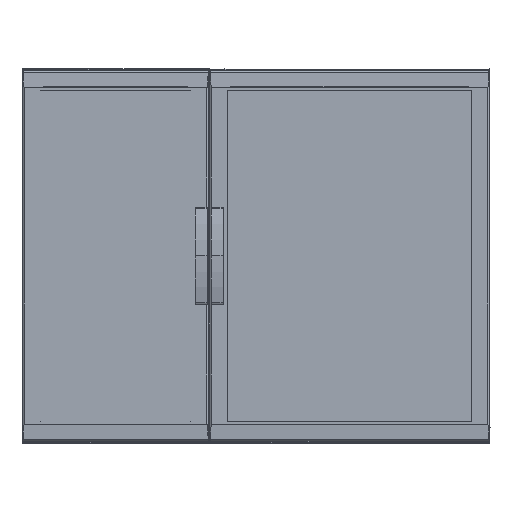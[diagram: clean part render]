
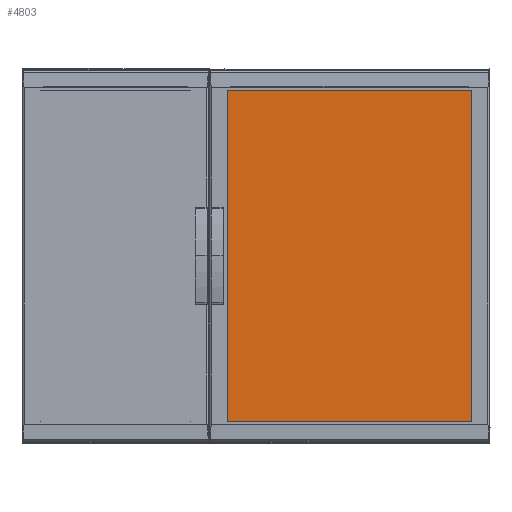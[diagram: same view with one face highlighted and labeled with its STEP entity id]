
A CAD part, top view. The second image highlights one B-rep face of the part: STEP entity #4803.
In plain terms, the highlighted planar face has unit normal (0, 0, 1).
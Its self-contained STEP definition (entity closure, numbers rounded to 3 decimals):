
#4803=ADVANCED_FACE('',(#15210),#15211,.T.);
#15210=FACE_OUTER_BOUND('',#26186,.T.);
#15211=PLANE('',#26187);
#26186=EDGE_LOOP('',(#65459,#65460,#65461,#65462));
#26187=AXIS2_PLACEMENT_3D('',#65463,#65464,#65465);
#65459=ORIENTED_EDGE('',*,*,#81392,.T.);
#65460=ORIENTED_EDGE('',*,*,#81384,.F.);
#65461=ORIENTED_EDGE('',*,*,#81398,.F.);
#65462=ORIENTED_EDGE('',*,*,#81396,.T.);
#65463=CARTESIAN_POINT('',(48.948,442.75,210.));
#65464=DIRECTION('',(0.,0.,1.));
#65465=DIRECTION('',(-1.,0.,0.));
#81384=EDGE_CURVE('',#102473,#102475,#102476,.T.);
#81392=EDGE_CURVE('',#102487,#102475,#102488,.T.);
#81396=EDGE_CURVE('',#102492,#102487,#102493,.T.);
#81398=EDGE_CURVE('',#102492,#102473,#102495,.T.);
#102473=VERTEX_POINT('',#137585);
#102475=VERTEX_POINT('',#137588);
#102476=LINE('',#137589,#137590);
#102487=VERTEX_POINT('',#137608);
#102488=LINE('',#137609,#137610);
#102492=VERTEX_POINT('',#137617);
#102493=LINE('',#137618,#137619);
#102495=LINE('',#137622,#137623);
#137585=CARTESIAN_POINT('',(701.052,442.75,210.002));
#137588=CARTESIAN_POINT('',(701.052,-442.75,210.002));
#137589=CARTESIAN_POINT('',(701.052,442.75,210.002));
#137590=VECTOR('',#158356,1.0);
#137608=CARTESIAN_POINT('',(48.948,-442.75,210.));
#137609=CARTESIAN_POINT('',(48.948,-442.75,210.));
#137610=VECTOR('',#158364,1.);
#137617=CARTESIAN_POINT('',(48.948,442.75,210.));
#137618=CARTESIAN_POINT('',(48.948,442.75,210.));
#137619=VECTOR('',#158368,1.0);
#137622=CARTESIAN_POINT('',(48.948,442.75,210.));
#137623=VECTOR('',#158370,1.);
#158356=DIRECTION('',(0.0,-1.0,0.));
#158364=DIRECTION('',(1.,0.,0.));
#158368=DIRECTION('',(0.0,-1.0,0.));
#158370=DIRECTION('',(1.,0.,0.));
